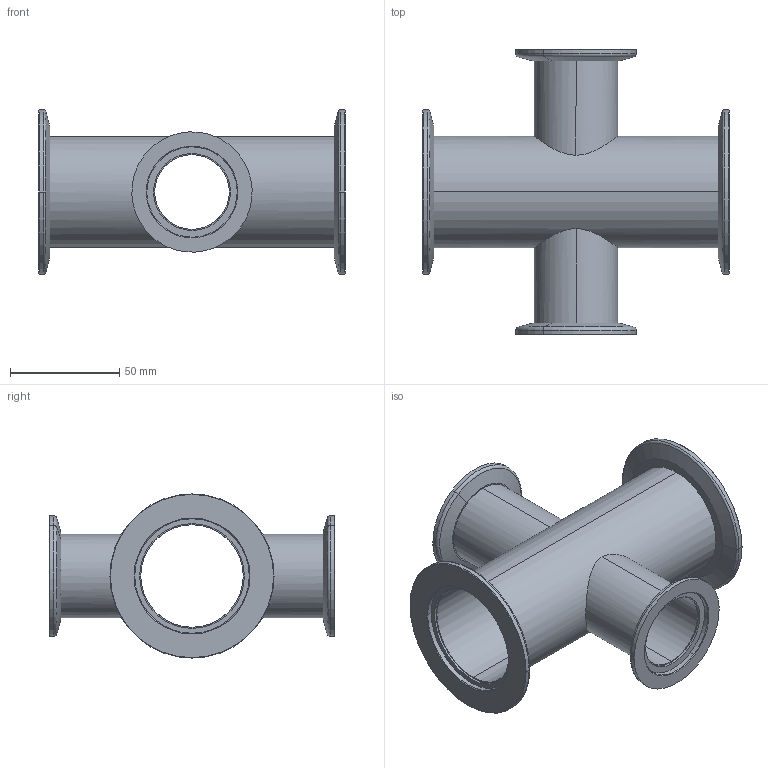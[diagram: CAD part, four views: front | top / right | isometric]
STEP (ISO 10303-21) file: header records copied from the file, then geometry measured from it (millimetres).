
FILE_DESCRIPTION (( 'STEP AP214' ), '1' );
FILE_NAME ('Hositrad_KX4R-50-40.STEP', '2017-06-08T07:36:11', ( 'Gebruiker' ), ( '' ), 'SwSTEP 2.0', 'SolidWorks 2017', '' );
FILE_SCHEMA (( 'AUTOMOTIVE_DESIGN' ));
Length unit declared in the file: millimetre
Products named in the file (4): KF40-38WS; KF50WS_KF50-50; KX4-Tube-All_KTR50-40; Hositrad_KX4R-50-40
Assembly tree (5 placements, depth 2):
  Hositrad_KX4R-50-40
    KX4-Tube-All_KTR50-40
    KF50WS_KF50-50  x2
    KF40-38WS  x2
Bounding box: 140 x 130 x 75 mm (x, y, z)
Volume: 84580.8 mm3; surface area: 77172.1 mm2
Topology: 5 solids, 5 shells, 92 faces, 188 edges, 116 vertices
Faces by surface type: cylinder 44, plane 20, cone 20, torus 8
Entity records: 2088 total; most frequent: CARTESIAN_POINT 708, DIRECTION 294, ORIENTED_EDGE 224, AXIS2_PLACEMENT_3D 128, EDGE_CURVE 112, EDGE_LOOP 70, VERTEX_POINT 70, CIRCLE 66
